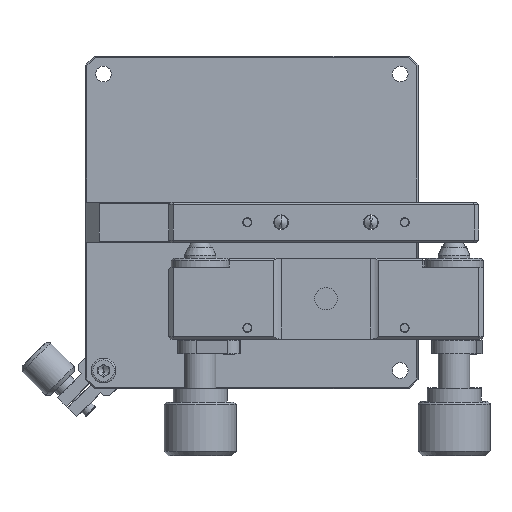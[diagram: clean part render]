
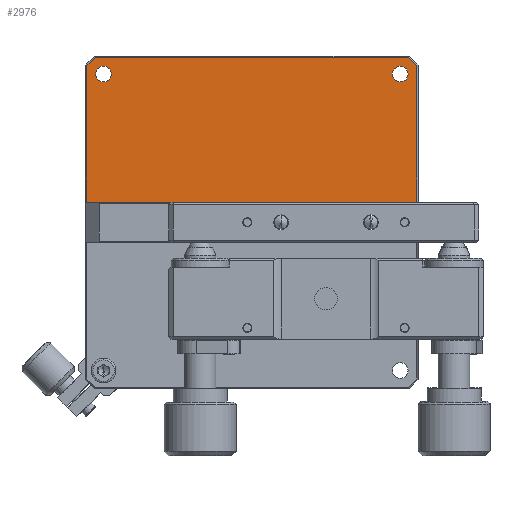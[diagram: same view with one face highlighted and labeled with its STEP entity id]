
A CAD part, front view. The second image highlights one B-rep face of the part: STEP entity #2976.
In plain terms, the highlighted planar face has unit normal (0, -1, 0).
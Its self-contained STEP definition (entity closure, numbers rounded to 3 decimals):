
#585 = VERTEX_POINT ( 'NONE', #6911 ) ;
#783 = DIRECTION ( 'NONE',  ( -0.707, 0., -0.707 ) ) ;
#815 = EDGE_CURVE ( 'NONE', #5273, #3891, #2134, .T. ) ;
#877 = CARTESIAN_POINT ( 'NONE',  ( 20.2, -19., -3.5 ) ) ;
#1038 = FACE_OUTER_BOUND ( 'NONE', #12630, .T. ) ;
#1205 = EDGE_CURVE ( 'NONE', #11856, #9823, #14052, .T. ) ;
#1396 = EDGE_CURVE ( 'NONE', #10288, #4282, #7261, .T. ) ;
#1496 = VECTOR ( 'NONE', #5345, 1000. ) ;
#1761 = AXIS2_PLACEMENT_3D ( 'NONE', #15303, #10854, #18081 ) ;
#1772 = CARTESIAN_POINT ( 'NONE',  ( -51.376, -19., 33.2 ) ) ;
#2073 = CARTESIAN_POINT ( 'NONE',  ( 20.2, -19., 1. ) ) ;
#2130 = ORIENTED_EDGE ( 'NONE', *, *, #6510, .T. ) ;
#2134 = CIRCLE ( 'NONE', #1761, 1.75 ) ;
#2150 = DIRECTION ( 'NONE',  ( -1., 0., 0. ) ) ;
#2312 = AXIS2_PLACEMENT_3D ( 'NONE', #9808, #18284, #11119 ) ;
#2612 = LINE ( 'NONE', #877, #4619 ) ;
#2777 = VECTOR ( 'NONE', #783, 1000. ) ;
#2822 = EDGE_CURVE ( 'NONE', #585, #12365, #12772, .T. ) ;
#2886 = EDGE_CURVE ( 'NONE', #4282, #10550, #13231, .T. ) ;
#2910 = ORIENTED_EDGE ( 'NONE', *, *, #1205, .T. ) ;
#2976 = ADVANCED_FACE ( 'NONE', ( #16629, #14348, #1038 ), #15634, .F. ) ;
#3034 = CIRCLE ( 'NONE', #2312, 1.75 ) ;
#3108 = CARTESIAN_POINT ( 'NONE',  ( -53.2, -19., 31.376 ) ) ;
#3289 = EDGE_CURVE ( 'NONE', #13066, #11856, #2612, .T. ) ;
#3627 = CARTESIAN_POINT ( 'NONE',  ( -51.25, -19., 29.5 ) ) ;
#3701 = AXIS2_PLACEMENT_3D ( 'NONE', #17040, #18489, #9821 ) ;
#3891 = VERTEX_POINT ( 'NONE', #5070 ) ;
#3963 = CARTESIAN_POINT ( 'NONE',  ( -49.5, -19., 29.5 ) ) ;
#4139 = CARTESIAN_POINT ( 'NONE',  ( 20.2, -19., 31.376 ) ) ;
#4217 = LINE ( 'NONE', #7779, #14826 ) ;
#4282 = VERTEX_POINT ( 'NONE', #3108 ) ;
#4619 = VECTOR ( 'NONE', #12397, 1000. ) ;
#4914 = ORIENTED_EDGE ( 'NONE', *, *, #10429, .T. ) ;
#5070 = CARTESIAN_POINT ( 'NONE',  ( 18.25, -19., 29.5 ) ) ;
#5094 = CARTESIAN_POINT ( 'NONE',  ( -53.2, -19., 1. ) ) ;
#5273 = VERTEX_POINT ( 'NONE', #12107 ) ;
#5345 = DIRECTION ( 'NONE',  ( 0., 0., -1. ) ) ;
#5688 = DIRECTION ( 'NONE',  ( -1., 0., 0. ) ) ;
#5887 = ORIENTED_EDGE ( 'NONE', *, *, #815, .T. ) ;
#5946 = ORIENTED_EDGE ( 'NONE', *, *, #12323, .F. ) ;
#6510 = EDGE_CURVE ( 'NONE', #12365, #585, #16952, .T. ) ;
#6911 = CARTESIAN_POINT ( 'NONE',  ( -47.75, -19., 29.5 ) ) ;
#7261 = LINE ( 'NONE', #9142, #2777 ) ;
#7779 = CARTESIAN_POINT ( 'NONE',  ( -16.5, -19., 33.2 ) ) ;
#7928 = ORIENTED_EDGE ( 'NONE', *, *, #3289, .T. ) ;
#8192 = DIRECTION ( 'NONE',  ( -1., 0., 0. ) ) ;
#8292 = EDGE_LOOP ( 'NONE', ( #2130, #18515 ) ) ;
#9142 = CARTESIAN_POINT ( 'NONE',  ( -53.288, -19., 31.288 ) ) ;
#9302 = VECTOR ( 'NONE', #10404, 1000. ) ;
#9480 = AXIS2_PLACEMENT_3D ( 'NONE', #10162, #12752, #5688 ) ;
#9808 = CARTESIAN_POINT ( 'NONE',  ( 16.5, -19., 29.5 ) ) ;
#9821 = DIRECTION ( 'NONE',  ( -1., 0., 0. ) ) ;
#9823 = VERTEX_POINT ( 'NONE', #17871 ) ;
#10162 = CARTESIAN_POINT ( 'NONE',  ( -49.5, -19., 29.5 ) ) ;
#10288 = VERTEX_POINT ( 'NONE', #1772 ) ;
#10404 = DIRECTION ( 'NONE',  ( -0.707, 0., 0.707 ) ) ;
#10429 = EDGE_CURVE ( 'NONE', #9823, #10288, #4217, .T. ) ;
#10550 = VERTEX_POINT ( 'NONE', #5094 ) ;
#10571 = AXIS2_PLACEMENT_3D ( 'NONE', #3963, #15261, #18353 ) ;
#10854 = DIRECTION ( 'NONE',  ( 0., 1., 0. ) ) ;
#11119 = DIRECTION ( 'NONE',  ( -1., 0., 0. ) ) ;
#11780 = EDGE_CURVE ( 'NONE', #3891, #5273, #3034, .T. ) ;
#11856 = VERTEX_POINT ( 'NONE', #4139 ) ;
#12107 = CARTESIAN_POINT ( 'NONE',  ( 14.75, -19., 29.5 ) ) ;
#12323 = EDGE_CURVE ( 'NONE', #13066, #10550, #15632, .T. ) ;
#12365 = VERTEX_POINT ( 'NONE', #3627 ) ;
#12397 = DIRECTION ( 'NONE',  ( 0., 0., 1. ) ) ;
#12413 = CARTESIAN_POINT ( 'NONE',  ( -53.2, -19., -3.5 ) ) ;
#12630 = EDGE_LOOP ( 'NONE', ( #14683, #16487, #5946, #7928, #2910, #4914 ) ) ;
#12752 = DIRECTION ( 'NONE',  ( 0., 1., 0. ) ) ;
#12772 = CIRCLE ( 'NONE', #10571, 1.75 ) ;
#13066 = VERTEX_POINT ( 'NONE', #2073 ) ;
#13231 = LINE ( 'NONE', #12413, #1496 ) ;
#14051 = VECTOR ( 'NONE', #8192, 1000. ) ;
#14052 = LINE ( 'NONE', #14706, #9302 ) ;
#14348 = FACE_BOUND ( 'NONE', #8292, .T. ) ;
#14683 = ORIENTED_EDGE ( 'NONE', *, *, #1396, .T. ) ;
#14706 = CARTESIAN_POINT ( 'NONE',  ( 18.288, -19., 33.288 ) ) ;
#14826 = VECTOR ( 'NONE', #2150, 1000. ) ;
#15261 = DIRECTION ( 'NONE',  ( 0., 1., 0. ) ) ;
#15303 = CARTESIAN_POINT ( 'NONE',  ( 16.5, -19., 29.5 ) ) ;
#15418 = CARTESIAN_POINT ( 'NONE',  ( -53.5, -19., 1. ) ) ;
#15632 = LINE ( 'NONE', #15418, #14051 ) ;
#15634 = PLANE ( 'NONE',  #3701 ) ;
#15666 = ORIENTED_EDGE ( 'NONE', *, *, #11780, .T. ) ;
#16408 = EDGE_LOOP ( 'NONE', ( #5887, #15666 ) ) ;
#16487 = ORIENTED_EDGE ( 'NONE', *, *, #2886, .T. ) ;
#16629 = FACE_BOUND ( 'NONE', #16408, .T. ) ;
#16952 = CIRCLE ( 'NONE', #9480, 1.75 ) ;
#17040 = CARTESIAN_POINT ( 'NONE',  ( -16.5, -19., -3.5 ) ) ;
#17871 = CARTESIAN_POINT ( 'NONE',  ( 18.376, -19., 33.2 ) ) ;
#18081 = DIRECTION ( 'NONE',  ( -1., 0., 0. ) ) ;
#18284 = DIRECTION ( 'NONE',  ( 0., 1., 0. ) ) ;
#18353 = DIRECTION ( 'NONE',  ( -1., 0., 0. ) ) ;
#18489 = DIRECTION ( 'NONE',  ( 0., 1., 0. ) ) ;
#18515 = ORIENTED_EDGE ( 'NONE', *, *, #2822, .T. ) ;
